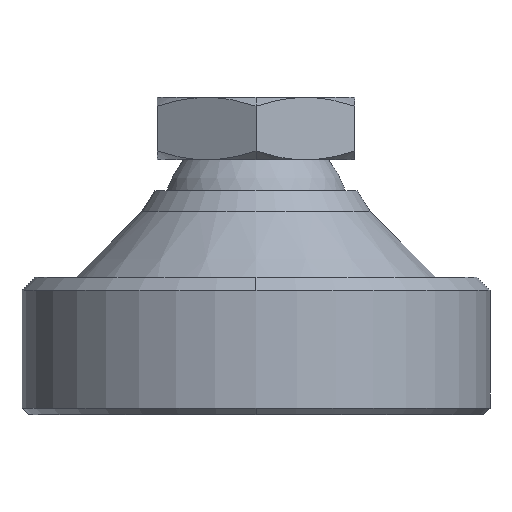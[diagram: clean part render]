
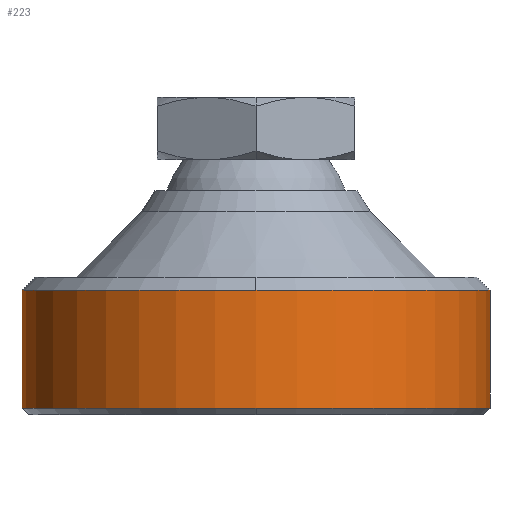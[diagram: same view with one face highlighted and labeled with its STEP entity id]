
A CAD part, front view. The second image highlights one B-rep face of the part: STEP entity #223.
In plain terms, the highlighted cylindrical face has radius 22.5 mm (diameter 45 mm), a partial arc.
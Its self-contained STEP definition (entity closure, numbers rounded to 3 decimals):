
#223=ADVANCED_FACE('',(#442),#443,.T.);
#442=FACE_OUTER_BOUND('',#655,.T.);
#443=CYLINDRICAL_SURFACE('',#656,22.5);
#655=EDGE_LOOP('',(#1177,#1178,#1179,#1180,#1181,#1182));
#656=AXIS2_PLACEMENT_3D('',#1183,#1184,#1185);
#1177=ORIENTED_EDGE('',*,*,#1349,.T.);
#1178=ORIENTED_EDGE('',*,*,#1378,.T.);
#1179=ORIENTED_EDGE('',*,*,#1380,.T.);
#1180=ORIENTED_EDGE('',*,*,#1352,.T.);
#1181=ORIENTED_EDGE('',*,*,#1373,.T.);
#1182=ORIENTED_EDGE('',*,*,#1383,.T.);
#1183=CARTESIAN_POINT('',(0.0,0.0,6.6));
#1184=DIRECTION('',(0.0,0.0,1.0));
#1185=DIRECTION('',(1.0,0.0,0.0));
#1349=EDGE_CURVE('',#1615,#1616,#1617,.T.);
#1352=EDGE_CURVE('',#1622,#1620,#1623,.T.);
#1373=EDGE_CURVE('',#1620,#1654,#1656,.T.);
#1378=EDGE_CURVE('',#1616,#1662,#1664,.T.);
#1380=EDGE_CURVE('',#1662,#1622,#1666,.T.);
#1383=EDGE_CURVE('',#1654,#1615,#1669,.T.);
#1615=VERTEX_POINT('',#2145);
#1616=VERTEX_POINT('',#2146);
#1617=LINE('',#2147,#2148);
#1620=VERTEX_POINT('',#2151);
#1622=VERTEX_POINT('',#2153);
#1623=LINE('',#2154,#2155);
#1654=VERTEX_POINT('',#2193);
#1656=CIRCLE('',#2196,22.5);
#1662=VERTEX_POINT('',#2203);
#1664=CIRCLE('',#2206,22.5);
#1666=CIRCLE('',#2208,22.5);
#1669=CIRCLE('',#2211,22.5);
#2145=CARTESIAN_POINT('',(22.5,0.,0.625));
#2146=CARTESIAN_POINT('',(22.5,0.,11.95));
#2147=CARTESIAN_POINT('',(22.5,0.,6.6));
#2148=VECTOR('',#2408,1.0);
#2151=CARTESIAN_POINT('',(-22.5,0.,0.625));
#2153=CARTESIAN_POINT('',(-22.5,0.,11.95));
#2154=CARTESIAN_POINT('',(-22.5,0.,6.6));
#2155=VECTOR('',#2415,1.0);
#2193=CARTESIAN_POINT('',(0.,-22.5,0.625));
#2196=AXIS2_PLACEMENT_3D('',#2448,#2449,#2450);
#2203=CARTESIAN_POINT('',(0.,-22.5,11.95));
#2206=AXIS2_PLACEMENT_3D('',#2456,#2457,#2458);
#2208=AXIS2_PLACEMENT_3D('',#2459,#2460,#2461);
#2211=AXIS2_PLACEMENT_3D('',#2465,#2466,#2467);
#2408=DIRECTION('',(0.0,0.0,1.0));
#2415=DIRECTION('',(-0.0,-0.0,-1.0));
#2448=CARTESIAN_POINT('',(0.0,0.0,0.625));
#2449=DIRECTION('',(0.,0.0,1.0));
#2450=DIRECTION('',(1.0,0.0,0.));
#2456=CARTESIAN_POINT('',(0.0,0.0,11.95));
#2457=DIRECTION('',(0.,0.0,-1.0));
#2458=DIRECTION('',(1.0,0.0,0.));
#2459=CARTESIAN_POINT('',(0.0,0.0,11.95));
#2460=DIRECTION('',(0.,0.0,-1.0));
#2461=DIRECTION('',(1.0,0.0,0.));
#2465=CARTESIAN_POINT('',(0.0,0.0,0.625));
#2466=DIRECTION('',(0.,0.0,1.0));
#2467=DIRECTION('',(1.0,0.0,0.));
